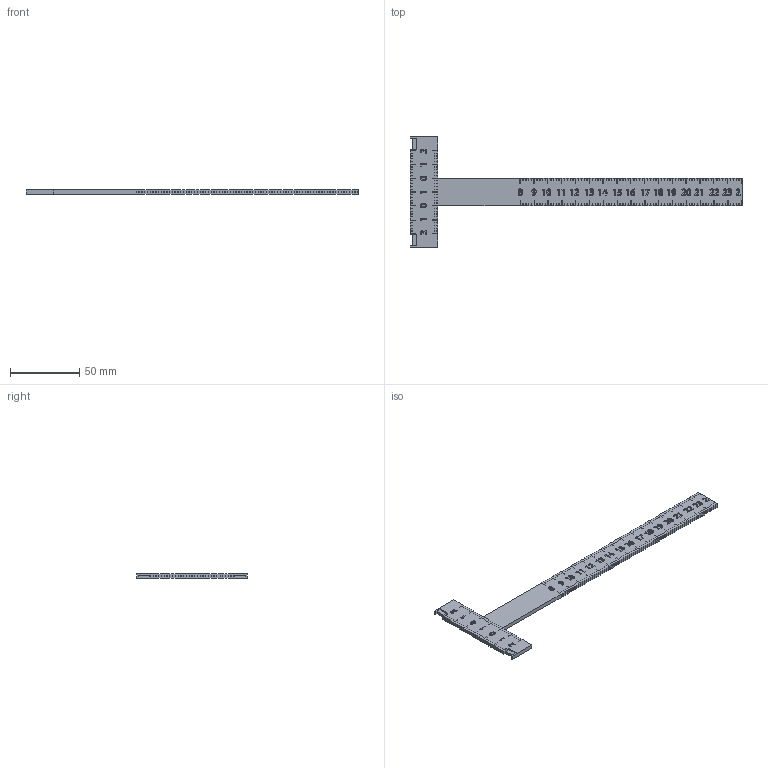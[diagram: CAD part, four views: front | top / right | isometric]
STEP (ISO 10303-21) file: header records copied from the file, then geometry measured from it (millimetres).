
FILE_DESCRIPTION(('FreeCAD Model'),'2;1');
FILE_NAME('Open CASCADE Shape Model','2022-07-17T14:58:51',('Author'),( ''),'Open CASCADE STEP processor 7.5','FreeCAD','Unknown');
FILE_SCHEMA(('AUTOMOTIVE_DESIGN { 1 0 10303 214 1 1 1 1 }'));
Products named in the file (1): T Square
Bounding box: 240 x 80 x 3 mm (x, y, z)
Volume: 17027.4 mm3; surface area: 17569.7 mm2
Topology: 1 solids, 1 shells, 2828 faces, 8154 edges, 5430 vertices
Faces by surface type: plane 2458, extrusion 370
Entity records: 199733 total; most frequent: CARTESIAN_POINT 38670, DIRECTION 28225, VECTOR 23307, LINE 22937, ORIENTED_EDGE 16308, PCURVE 16308, DEFINITIONAL_REPRESENTATION 16308, EDGE_CURVE 8154
